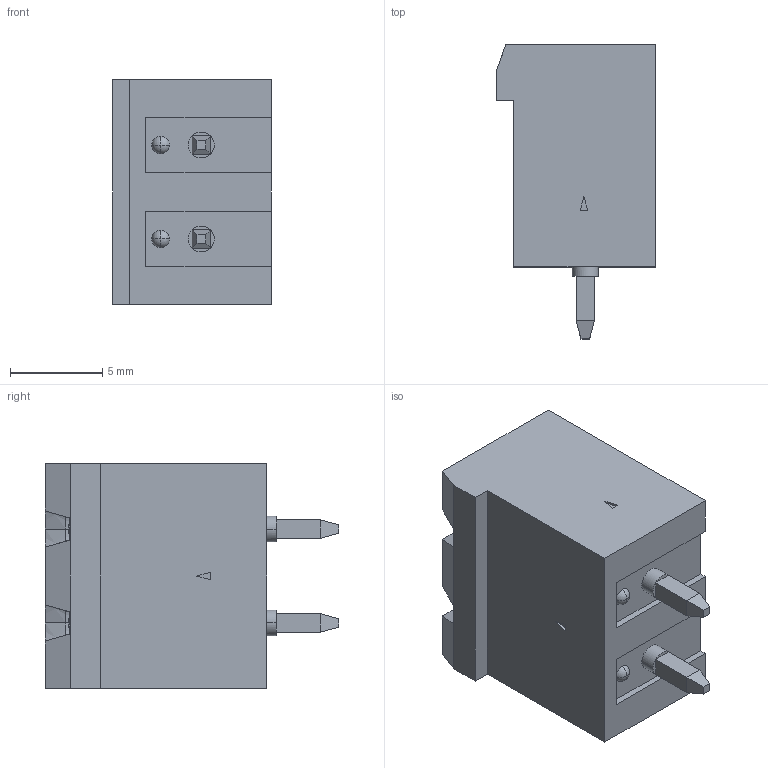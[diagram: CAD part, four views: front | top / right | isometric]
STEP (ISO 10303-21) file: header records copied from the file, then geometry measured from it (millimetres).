
FILE_DESCRIPTION(('SolidDesigner STEP Export'),'2;1');
FILE_NAME('mstbva_2.5-2-g-5.08.stp','2006-10-24T16:07:34',(''),(''),'OneSpace Designer STEP processor for AP214 (Solid Model)','OneSpace Designer 13.01 05-Feb-2005 (C) CoCreate Software GmbH','');
FILE_SCHEMA(('AUTOMOTIVE_DESIGN { 1 0 10303 214 1 1 1 1 }'));
Length unit declared in the file: millimetre
Products named in the file (2): mstbva_2.5-2-g-5.08
Assembly tree (1 placements, depth 2):
  mstbva_2.5-2-g-5.08
    mstbva_2.5-2-g-5.08
Bounding box: 8.6 x 15.9 x 12.16 mm (x, y, z)
Volume: 678.7 mm3; surface area: 1044.5 mm2
Topology: 1 solids, 1 shells, 176 faces, 439 edges, 279 vertices
Faces by surface type: plane 129, cylinder 35, sphere 8, cone 4
Entity records: 6286 total; most frequent: ORIENTED_EDGE 878, CARTESIAN_POINT 862, DIRECTION 751, EDGE_CURVE 439, VECTOR 311, LINE 311, VERTEX_POINT 279, AXIS2_PLACEMENT_3D 220
